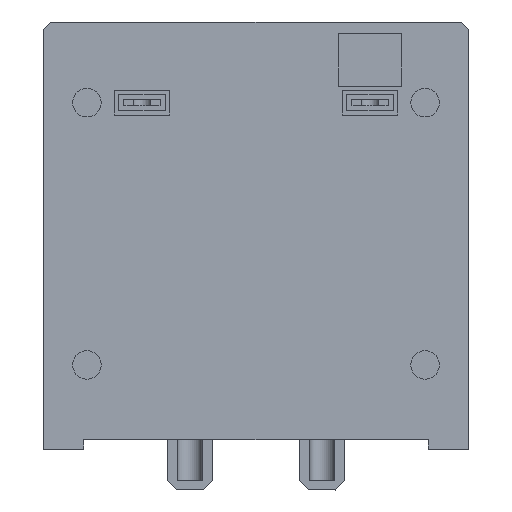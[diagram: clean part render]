
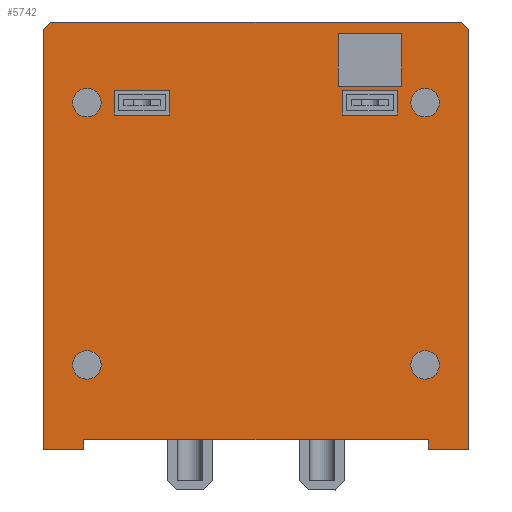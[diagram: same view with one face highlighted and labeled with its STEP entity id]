
A CAD part, front view. The second image highlights one B-rep face of the part: STEP entity #5742.
In plain terms, the highlighted planar face has unit normal (0, -1, 0).
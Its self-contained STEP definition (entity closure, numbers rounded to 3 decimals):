
#1=CARTESIAN_POINT('',(35.625,-15.,-28.25));
#2=DIRECTION('',(0.,-1.,0.));
#3=DIRECTION('',(-1.,0.,0.));
#4=AXIS2_PLACEMENT_3D('',#1,#2,#3);
#6=CARTESIAN_POINT('',(35.625,-15.,-28.25));
#7=DIRECTION('',(0.,-1.,0.));
#8=DIRECTION('',(1.,0.,0.));
#9=AXIS2_PLACEMENT_3D('',#6,#7,#8);
#11=CARTESIAN_POINT('',(-35.625,-15.,-28.25));
#12=DIRECTION('',(0.,-1.,0.));
#13=DIRECTION('',(-1.,0.,0.));
#14=AXIS2_PLACEMENT_3D('',#11,#12,#13);
#16=CARTESIAN_POINT('',(-35.625,-15.,-28.25));
#17=DIRECTION('',(0.,-1.,0.));
#18=DIRECTION('',(1.,0.,0.));
#19=AXIS2_PLACEMENT_3D('',#16,#17,#18);
#21=CARTESIAN_POINT('',(35.625,-15.,27.));
#22=DIRECTION('',(0.,-1.,0.));
#23=DIRECTION('',(-1.,0.,0.));
#24=AXIS2_PLACEMENT_3D('',#21,#22,#23);
#26=CARTESIAN_POINT('',(35.625,-15.,27.));
#27=DIRECTION('',(0.,-1.,0.));
#28=DIRECTION('',(1.,0.,0.));
#29=AXIS2_PLACEMENT_3D('',#26,#27,#28);
#31=CARTESIAN_POINT('',(-35.625,-15.,27.));
#32=DIRECTION('',(0.,-1.,0.));
#33=DIRECTION('',(-1.,0.,0.));
#34=AXIS2_PLACEMENT_3D('',#31,#32,#33);
#36=CARTESIAN_POINT('',(-35.625,-15.,27.));
#37=DIRECTION('',(0.,-1.,0.));
#38=DIRECTION('',(1.,0.,0.));
#39=AXIS2_PLACEMENT_3D('',#36,#37,#38);
#41=DIRECTION('',(0.,0.,1.));
#42=VECTOR('',#41,5.2);
#43=CARTESIAN_POINT('',(29.875,-15.,24.4));
#44=LINE('',#43,#42);
#45=DIRECTION('',(-1.,0.,0.));
#46=VECTOR('',#45,11.7);
#47=CARTESIAN_POINT('',(29.875,-15.,29.6));
#48=LINE('',#47,#46);
#49=DIRECTION('',(0.,0.,-1.));
#50=VECTOR('',#49,5.2);
#51=CARTESIAN_POINT('',(18.175,-15.,29.6));
#52=LINE('',#51,#50);
#53=DIRECTION('',(1.,0.,0.));
#54=VECTOR('',#53,11.7);
#55=CARTESIAN_POINT('',(18.175,-15.,24.4));
#56=LINE('',#55,#54);
#57=DIRECTION('',(-1.,0.,0.));
#58=VECTOR('',#57,11.7);
#59=CARTESIAN_POINT('',(-18.175,-15.,29.6));
#60=LINE('',#59,#58);
#61=DIRECTION('',(0.,0.,-1.));
#62=VECTOR('',#61,5.2);
#63=CARTESIAN_POINT('',(-29.875,-15.,29.6));
#64=LINE('',#63,#62);
#65=DIRECTION('',(1.,0.,0.));
#66=VECTOR('',#65,11.7);
#67=CARTESIAN_POINT('',(-29.875,-15.,24.4));
#68=LINE('',#67,#66);
#69=DIRECTION('',(0.,0.,1.));
#70=VECTOR('',#69,5.2);
#71=CARTESIAN_POINT('',(-18.175,-15.,24.4));
#72=LINE('',#71,#70);
#137=DIRECTION('',(0.,0.,-1.));
#138=VECTOR('',#137,11.);
#139=CARTESIAN_POINT('',(17.375,-15.,41.5));
#140=LINE('',#139,#138);
#141=DIRECTION('',(1.,0.,0.));
#142=VECTOR('',#141,13.3);
#143=CARTESIAN_POINT('',(17.375,-15.,30.5));
#144=LINE('',#143,#142);
#145=DIRECTION('',(0.,0.,1.));
#146=VECTOR('',#145,11.);
#147=CARTESIAN_POINT('',(30.675,-15.,30.5));
#148=LINE('',#147,#146);
#149=DIRECTION('',(-1.,0.,0.));
#150=VECTOR('',#149,13.3);
#151=CARTESIAN_POINT('',(30.675,-15.,41.5));
#152=LINE('',#151,#150);
#153=DIRECTION('',(-1.,0.,0.));
#154=VECTOR('',#153,8.4);
#155=CARTESIAN_POINT('',(44.7,-15.,-46.));
#156=LINE('',#155,#154);
#157=DIRECTION('',(-1.,0.,0.));
#158=VECTOR('',#157,72.6);
#159=CARTESIAN_POINT('',(36.3,-15.,-44.));
#160=LINE('',#159,#158);
#161=DIRECTION('',(0.,0.,-1.));
#162=VECTOR('',#161,2.);
#163=CARTESIAN_POINT('',(-36.3,-15.,-44.));
#164=LINE('',#163,#162);
#165=DIRECTION('',(-1.,0.,0.));
#166=VECTOR('',#165,8.4);
#167=CARTESIAN_POINT('',(-36.3,-15.,-46.));
#168=LINE('',#167,#166);
#169=DIRECTION('',(-0.707,0.,-0.707));
#170=VECTOR('',#169,2.121);
#171=CARTESIAN_POINT('',(-43.2,-15.,44.));
#172=LINE('',#171,#170);
#173=DIRECTION('',(1.,0.,0.));
#174=VECTOR('',#173,86.4);
#175=CARTESIAN_POINT('',(-43.2,-15.,44.));
#176=LINE('',#175,#174);
#177=DIRECTION('',(-0.707,0.,0.707));
#178=VECTOR('',#177,2.121);
#179=CARTESIAN_POINT('',(44.7,-15.,42.5));
#180=LINE('',#179,#178);
#181=DIRECTION('',(0.,0.,-1.));
#182=VECTOR('',#181,88.5);
#183=CARTESIAN_POINT('',(44.7,-15.,42.5));
#184=LINE('',#183,#182);
#2527=DIRECTION('',(0.,0.,-1.));
#2528=VECTOR('',#2527,2.);
#2529=CARTESIAN_POINT('',(36.3,-15.,-44.));
#2530=LINE('',#2529,#2528);
#3421=DIRECTION('',(0.,0.,-1.));
#3422=VECTOR('',#3421,88.5);
#3423=CARTESIAN_POINT('',(-44.7,-15.,42.5));
#3424=LINE('',#3423,#3422);
#5145=CARTESIAN_POINT('',(44.7,-15.,42.5));
#5146=CARTESIAN_POINT('',(43.2,-15.,44.));
#5147=VERTEX_POINT('',#5145);
#5148=VERTEX_POINT('',#5146);
#5153=CARTESIAN_POINT('',(-43.2,-15.,44.));
#5154=CARTESIAN_POINT('',(-44.7,-15.,42.5));
#5155=VERTEX_POINT('',#5153);
#5156=VERTEX_POINT('',#5154);
#5285=CARTESIAN_POINT('',(32.625,-15.,-28.25));
#5286=CARTESIAN_POINT('',(38.625,-15.,-28.25));
#5287=VERTEX_POINT('',#5285);
#5288=VERTEX_POINT('',#5286);
#5289=CARTESIAN_POINT('',(-38.625,-15.,-28.25));
#5290=CARTESIAN_POINT('',(-32.625,-15.,-28.25));
#5291=VERTEX_POINT('',#5289);
#5292=VERTEX_POINT('',#5290);
#5293=CARTESIAN_POINT('',(32.625,-15.,27.));
#5294=CARTESIAN_POINT('',(38.625,-15.,27.));
#5295=VERTEX_POINT('',#5293);
#5296=VERTEX_POINT('',#5294);
#5297=CARTESIAN_POINT('',(-38.625,-15.,27.));
#5298=CARTESIAN_POINT('',(-32.625,-15.,27.));
#5299=VERTEX_POINT('',#5297);
#5300=VERTEX_POINT('',#5298);
#5301=CARTESIAN_POINT('',(29.875,-15.,24.4));
#5302=CARTESIAN_POINT('',(29.875,-15.,29.6));
#5303=VERTEX_POINT('',#5301);
#5304=VERTEX_POINT('',#5302);
#5305=CARTESIAN_POINT('',(18.175,-15.,29.6));
#5306=VERTEX_POINT('',#5305);
#5307=CARTESIAN_POINT('',(18.175,-15.,24.4));
#5308=VERTEX_POINT('',#5307);
#5309=CARTESIAN_POINT('',(-18.175,-15.,29.6));
#5310=CARTESIAN_POINT('',(-29.875,-15.,29.6));
#5311=VERTEX_POINT('',#5309);
#5312=VERTEX_POINT('',#5310);
#5313=CARTESIAN_POINT('',(-29.875,-15.,24.4));
#5314=VERTEX_POINT('',#5313);
#5315=CARTESIAN_POINT('',(-18.175,-15.,24.4));
#5316=VERTEX_POINT('',#5315);
#5409=CARTESIAN_POINT('',(17.375,-15.,41.5));
#5410=CARTESIAN_POINT('',(17.375,-15.,30.5));
#5411=VERTEX_POINT('',#5409);
#5412=VERTEX_POINT('',#5410);
#5413=CARTESIAN_POINT('',(30.675,-15.,30.5));
#5414=VERTEX_POINT('',#5413);
#5415=CARTESIAN_POINT('',(30.675,-15.,41.5));
#5416=VERTEX_POINT('',#5415);
#5425=CARTESIAN_POINT('',(36.3,-15.,-46.));
#5427=VERTEX_POINT('',#5425);
#5447=CARTESIAN_POINT('',(-36.3,-15.,-46.));
#5448=VERTEX_POINT('',#5447);
#5449=CARTESIAN_POINT('',(36.3,-15.,-44.));
#5451=VERTEX_POINT('',#5449);
#5469=CARTESIAN_POINT('',(-36.3,-15.,-44.));
#5471=VERTEX_POINT('',#5469);
#5473=CARTESIAN_POINT('',(44.7,-15.,-46.));
#5474=VERTEX_POINT('',#5473);
#5475=CARTESIAN_POINT('',(-44.7,-15.,-46.));
#5476=VERTEX_POINT('',#5475);
#5661=CARTESIAN_POINT('',(0.,-15.,0.));
#5662=DIRECTION('',(0.,1.,0.));
#5663=DIRECTION('',(1.,0.,0.));
#5664=AXIS2_PLACEMENT_3D('',#5661,#5662,#5663);
#5665=PLANE('',#5664);
#5667=ORIENTED_EDGE('',*,*,#5666,.T.);
#5669=ORIENTED_EDGE('',*,*,#5668,.F.);
#5671=ORIENTED_EDGE('',*,*,#5670,.T.);
#5673=ORIENTED_EDGE('',*,*,#5672,.T.);
#5675=ORIENTED_EDGE('',*,*,#5674,.T.);
#5677=ORIENTED_EDGE('',*,*,#5676,.F.);
#5679=ORIENTED_EDGE('',*,*,#5678,.F.);
#5681=ORIENTED_EDGE('',*,*,#5680,.T.);
#5683=ORIENTED_EDGE('',*,*,#5682,.F.);
#5685=ORIENTED_EDGE('',*,*,#5684,.T.);
#5686=EDGE_LOOP('',(#5667,#5669,#5671,#5673,#5675,#5677,#5679,#5681,#5683,
#5685));
#5687=FACE_OUTER_BOUND('',#5686,.F.);
#5689=ORIENTED_EDGE('',*,*,#5688,.T.);
#5691=ORIENTED_EDGE('',*,*,#5690,.T.);
#5692=EDGE_LOOP('',(#5689,#5691));
#5693=FACE_BOUND('',#5692,.F.);
#5695=ORIENTED_EDGE('',*,*,#5694,.T.);
#5697=ORIENTED_EDGE('',*,*,#5696,.T.);
#5698=EDGE_LOOP('',(#5695,#5697));
#5699=FACE_BOUND('',#5698,.F.);
#5701=ORIENTED_EDGE('',*,*,#5700,.T.);
#5703=ORIENTED_EDGE('',*,*,#5702,.T.);
#5704=EDGE_LOOP('',(#5701,#5703));
#5705=FACE_BOUND('',#5704,.F.);
#5707=ORIENTED_EDGE('',*,*,#5706,.T.);
#5709=ORIENTED_EDGE('',*,*,#5708,.T.);
#5710=EDGE_LOOP('',(#5707,#5709));
#5711=FACE_BOUND('',#5710,.F.);
#5713=ORIENTED_EDGE('',*,*,#5712,.T.);
#5715=ORIENTED_EDGE('',*,*,#5714,.T.);
#5717=ORIENTED_EDGE('',*,*,#5716,.T.);
#5719=ORIENTED_EDGE('',*,*,#5718,.T.);
#5720=EDGE_LOOP('',(#5713,#5715,#5717,#5719));
#5721=FACE_BOUND('',#5720,.F.);
#5723=ORIENTED_EDGE('',*,*,#5722,.T.);
#5725=ORIENTED_EDGE('',*,*,#5724,.T.);
#5727=ORIENTED_EDGE('',*,*,#5726,.T.);
#5729=ORIENTED_EDGE('',*,*,#5728,.T.);
#5730=EDGE_LOOP('',(#5723,#5725,#5727,#5729));
#5731=FACE_BOUND('',#5730,.F.);
#5733=ORIENTED_EDGE('',*,*,#5732,.T.);
#5735=ORIENTED_EDGE('',*,*,#5734,.T.);
#5737=ORIENTED_EDGE('',*,*,#5736,.T.);
#5739=ORIENTED_EDGE('',*,*,#5738,.T.);
#5740=EDGE_LOOP('',(#5733,#5735,#5737,#5739));
#5741=FACE_BOUND('',#5740,.F.);
#5742=ADVANCED_FACE('',(#5687,#5693,#5699,#5705,#5711,#5721,#5731,#5741),#5665,
.F.);
#5=CIRCLE('',#4,3.);
#10=CIRCLE('',#9,3.);
#15=CIRCLE('',#14,3.);
#20=CIRCLE('',#19,3.);
#25=CIRCLE('',#24,3.);
#30=CIRCLE('',#29,3.);
#35=CIRCLE('',#34,3.);
#40=CIRCLE('',#39,3.);
#5666=EDGE_CURVE('',#5474,#5427,#156,.T.);
#5668=EDGE_CURVE('',#5451,#5427,#2530,.T.);
#5670=EDGE_CURVE('',#5451,#5471,#160,.T.);
#5672=EDGE_CURVE('',#5471,#5448,#164,.T.);
#5674=EDGE_CURVE('',#5448,#5476,#168,.T.);
#5676=EDGE_CURVE('',#5156,#5476,#3424,.T.);
#5678=EDGE_CURVE('',#5155,#5156,#172,.T.);
#5680=EDGE_CURVE('',#5155,#5148,#176,.T.);
#5682=EDGE_CURVE('',#5147,#5148,#180,.T.);
#5684=EDGE_CURVE('',#5147,#5474,#184,.T.);
#5688=EDGE_CURVE('',#5287,#5288,#5,.T.);
#5690=EDGE_CURVE('',#5288,#5287,#10,.T.);
#5694=EDGE_CURVE('',#5291,#5292,#15,.T.);
#5696=EDGE_CURVE('',#5292,#5291,#20,.T.);
#5700=EDGE_CURVE('',#5295,#5296,#25,.T.);
#5702=EDGE_CURVE('',#5296,#5295,#30,.T.);
#5706=EDGE_CURVE('',#5299,#5300,#35,.T.);
#5708=EDGE_CURVE('',#5300,#5299,#40,.T.);
#5712=EDGE_CURVE('',#5303,#5304,#44,.T.);
#5714=EDGE_CURVE('',#5304,#5306,#48,.T.);
#5716=EDGE_CURVE('',#5306,#5308,#52,.T.);
#5718=EDGE_CURVE('',#5308,#5303,#56,.T.);
#5722=EDGE_CURVE('',#5311,#5312,#60,.T.);
#5724=EDGE_CURVE('',#5312,#5314,#64,.T.);
#5726=EDGE_CURVE('',#5314,#5316,#68,.T.);
#5728=EDGE_CURVE('',#5316,#5311,#72,.T.);
#5732=EDGE_CURVE('',#5411,#5412,#140,.T.);
#5734=EDGE_CURVE('',#5412,#5414,#144,.T.);
#5736=EDGE_CURVE('',#5414,#5416,#148,.T.);
#5738=EDGE_CURVE('',#5416,#5411,#152,.T.);
